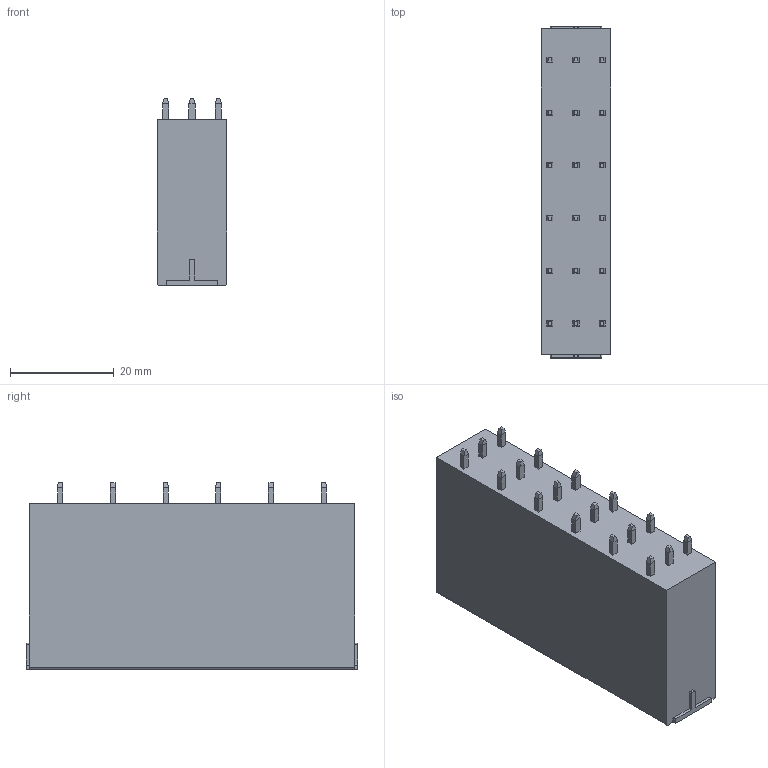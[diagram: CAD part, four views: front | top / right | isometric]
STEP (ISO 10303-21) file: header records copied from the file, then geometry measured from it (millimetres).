
FILE_DESCRIPTION((''),'2;1');
FILE_NAME('TLPHC-800V-XXP-X','2024-09-10T10:41:59',('yanfa'),(''),'CREO PARAMETRIC BY PTC INC, 2018100','CREO PARAMETRIC BY PTC INC, 2018100','');
FILE_SCHEMA(('AUTOMOTIVE_DESIGN { 1 0 10303 214 1 1 1 1 }'));
Length unit declared in the file: millimetre
Products named in the file (1): TLPHC-800V-XXP-X
Bounding box: 13.4 x 64 x 36 mm (x, y, z)
Volume: 21676 mm3; surface area: 10029 mm2
Topology: 1 solids, 1 shells, 338 faces, 858 edges, 552 vertices
Faces by surface type: plane 262, cylinder 64, bspline 6, cone 6
Entity records: 10379 total; most frequent: CARTESIAN_POINT 2143, ORIENTED_EDGE 1716, DIRECTION 1591, EDGE_CURVE 858, VECTOR 682, LINE 682, VERTEX_POINT 552, AXIS2_PLACEMENT_3D 453
